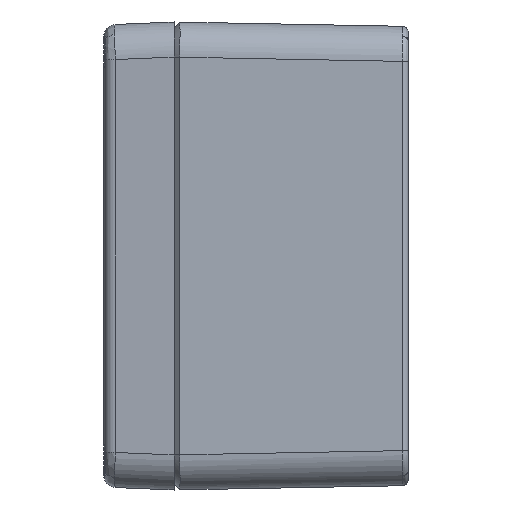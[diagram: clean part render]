
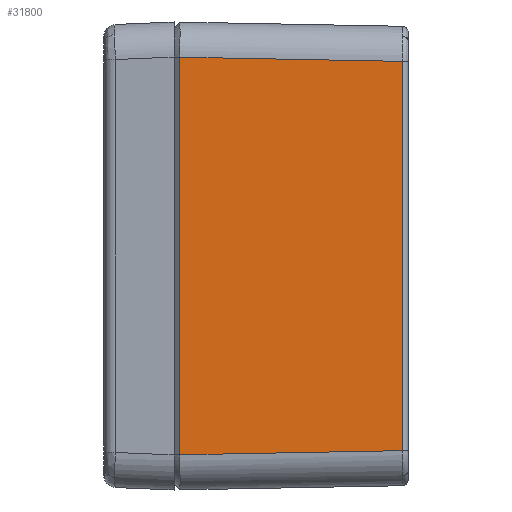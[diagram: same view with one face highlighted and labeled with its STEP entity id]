
A CAD part, left-side view. The second image highlights one B-rep face of the part: STEP entity #31800.
In plain terms, the highlighted planar face has unit normal (-1, -0.019, 0).
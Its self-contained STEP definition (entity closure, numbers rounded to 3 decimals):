
#2687 = VECTOR ( 'NONE', #33723, 1000. ) ;
#2688 = VECTOR ( 'NONE', #33725, 1000. ) ;
#2689 = VECTOR ( 'NONE', #33727, 1000. ) ;
#2690 = VECTOR ( 'NONE', #33729, 1000. ) ;
#3302 = AXIS2_PLACEMENT_3D ( 'NONE', #37851, #37852, #37853 ) ;
#6888 = EDGE_LOOP ( 'NONE', ( #20002, #20006, #20005, #20007 ) ) ;
#11156 = EDGE_CURVE ( 'NONE', #26332, #26328, #48404, .T. ) ;
#11157 = EDGE_CURVE ( 'NONE', #15707, #26332, #48405, .T. ) ;
#11158 = EDGE_CURVE ( 'NONE', #26328, #26326, #48406, .T. ) ;
#11159 = EDGE_CURVE ( 'NONE', #26326, #15707, #48407, .T. ) ;
#15707 = VERTEX_POINT ( 'NONE', #35061 ) ;
#20002 = ORIENTED_EDGE ( 'NONE', *, *, #11157, .T. ) ;
#20005 = ORIENTED_EDGE ( 'NONE', *, *, #11158, .T. ) ;
#20006 = ORIENTED_EDGE ( 'NONE', *, *, #11156, .T. ) ;
#20007 = ORIENTED_EDGE ( 'NONE', *, *, #11159, .T. ) ;
#26326 = VERTEX_POINT ( 'NONE', #35784 ) ;
#26328 = VERTEX_POINT ( 'NONE', #35785 ) ;
#26332 = VERTEX_POINT ( 'NONE', #35787 ) ;
#31800 = ADVANCED_FACE ( 'NONE', ( #37066 ), #37850, .T. ) ;
#33722 = CARTESIAN_POINT ( 'NONE',  ( -124.981, -1., -40. ) ) ;
#33723 = DIRECTION ( 'NONE',  ( 0., 0., -1. ) ) ;
#33724 = CARTESIAN_POINT ( 'NONE',  ( -124.974, -1.387, 33.975 ) ) ;
#33725 = DIRECTION ( 'NONE',  ( -0.019, 1., 0.019 ) ) ;
#33726 = CARTESIAN_POINT ( 'NONE',  ( -125.002, 0.112, -34.003 ) ) ;
#33727 = DIRECTION ( 'NONE',  ( 0.019, -1., 0.019 ) ) ;
#33728 = CARTESIAN_POINT ( 'NONE',  ( -124.268, -39.019, 33.251 ) ) ;
#33729 = DIRECTION ( 'NONE',  ( 0., 0., 1. ) ) ;
#35061 = CARTESIAN_POINT ( 'NONE',  ( -124.268, -39.019, 33.269 ) ) ;
#35784 = CARTESIAN_POINT ( 'NONE',  ( -124.268, -39.019, -33.269 ) ) ;
#35785 = CARTESIAN_POINT ( 'NONE',  ( -124.981, -1., -33.982 ) ) ;
#35787 = CARTESIAN_POINT ( 'NONE',  ( -124.981, -1., 33.982 ) ) ;
#37066 = FACE_OUTER_BOUND ( 'NONE', #6888, .T. ) ;
#37850 = PLANE ( 'NONE',  #3302 ) ;
#37851 = CARTESIAN_POINT ( 'NONE',  ( -125., 0., -40. ) ) ;
#37852 = DIRECTION ( 'NONE',  ( -1., -0.019, 0. ) ) ;
#37853 = DIRECTION ( 'NONE',  ( 0.019, -1., 0. ) ) ;
#48404 = LINE ( 'NONE', #33722, #2687 ) ;
#48405 = LINE ( 'NONE', #33724, #2688 ) ;
#48406 = LINE ( 'NONE', #33726, #2689 ) ;
#48407 = LINE ( 'NONE', #33728, #2690 ) ;
